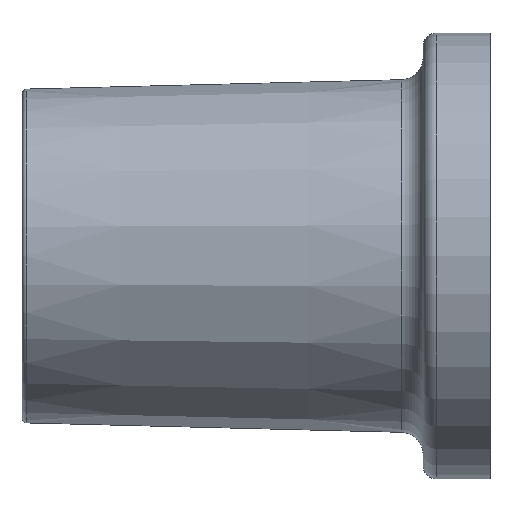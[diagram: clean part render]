
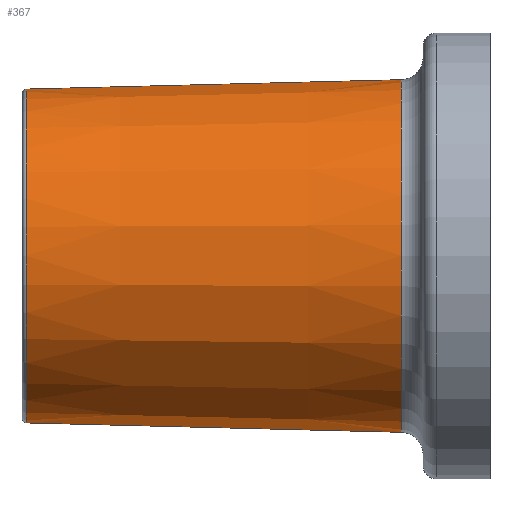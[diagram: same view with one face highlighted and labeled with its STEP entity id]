
A CAD part, top view. The second image highlights one B-rep face of the part: STEP entity #367.
In plain terms, the highlighted conical face has half-angle 1.432 degrees and reference radius 7.935 mm.
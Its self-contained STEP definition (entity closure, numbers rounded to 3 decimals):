
#3 = CIRCLE ( 'NONE', #78, 7.49 ) ;
#12 = DIRECTION ( 'NONE',  ( 1., -0.025, 0. ) ) ;
#36 = DIRECTION ( 'NONE',  ( 1., 0., 0. ) ) ;
#39 = VERTEX_POINT ( 'NONE', #217 ) ;
#75 = ORIENTED_EDGE ( 'NONE', *, *, #509, .T. ) ;
#78 = AXIS2_PLACEMENT_3D ( 'NONE', #114, #368, #259 ) ;
#81 = LINE ( 'NONE', #175, #187 ) ;
#83 = DIRECTION ( 'NONE',  ( 1., 0.025, 0. ) ) ;
#109 = EDGE_CURVE ( 'NONE', #39, #191, #81, .T. ) ;
#114 = CARTESIAN_POINT ( 'NONE',  ( -20.805, 0., 0. ) ) ;
#152 = DIRECTION ( 'NONE',  ( 0., 1., 0. ) ) ;
#162 = CONICAL_SURFACE ( 'NONE', #565, 7.935, 0.025 ) ;
#175 = CARTESIAN_POINT ( 'NONE',  ( -3., -7.935, 0. ) ) ;
#187 = VECTOR ( 'NONE', #12, 1000. ) ;
#191 = VERTEX_POINT ( 'NONE', #668 ) ;
#199 = ORIENTED_EDGE ( 'NONE', *, *, #402, .T. ) ;
#205 = AXIS2_PLACEMENT_3D ( 'NONE', #462, #681, #152 ) ;
#217 = CARTESIAN_POINT ( 'NONE',  ( -20.805, -7.49, 0. ) ) ;
#259 = DIRECTION ( 'NONE',  ( 0., -1., 0. ) ) ;
#303 = CARTESIAN_POINT ( 'NONE',  ( -3.975, 7.911, 0. ) ) ;
#315 = FACE_OUTER_BOUND ( 'NONE', #572, .T. ) ;
#347 = VECTOR ( 'NONE', #83, 1000. ) ;
#350 = DIRECTION ( 'NONE',  ( 0., 1., 0. ) ) ;
#367 = ADVANCED_FACE ( 'NONE', ( #315 ), #162, .T. ) ;
#368 = DIRECTION ( 'NONE',  ( 1., 0., 0. ) ) ;
#385 = EDGE_CURVE ( 'NONE', #675, #508, #594, .T. ) ;
#395 = CARTESIAN_POINT ( 'NONE',  ( -3., 7.935, 0. ) ) ;
#402 = EDGE_CURVE ( 'NONE', #191, #508, #678, .T. ) ;
#432 = CARTESIAN_POINT ( 'NONE',  ( -20.805, 7.49, 0. ) ) ;
#462 = CARTESIAN_POINT ( 'NONE',  ( -3.975, 0., 0. ) ) ;
#508 = VERTEX_POINT ( 'NONE', #303 ) ;
#509 = EDGE_CURVE ( 'NONE', #675, #39, #3, .T. ) ;
#537 = ORIENTED_EDGE ( 'NONE', *, *, #109, .T. ) ;
#565 = AXIS2_PLACEMENT_3D ( 'NONE', #566, #36, #350 ) ;
#566 = CARTESIAN_POINT ( 'NONE',  ( -3., 0., 0. ) ) ;
#572 = EDGE_LOOP ( 'NONE', ( #75, #537, #199, #660 ) ) ;
#594 = LINE ( 'NONE', #395, #347 ) ;
#660 = ORIENTED_EDGE ( 'NONE', *, *, #385, .F. ) ;
#668 = CARTESIAN_POINT ( 'NONE',  ( -3.975, -7.911, 0. ) ) ;
#675 = VERTEX_POINT ( 'NONE', #432 ) ;
#678 = CIRCLE ( 'NONE', #205, 7.911 ) ;
#681 = DIRECTION ( 'NONE',  ( -1., 0., 0. ) ) ;
